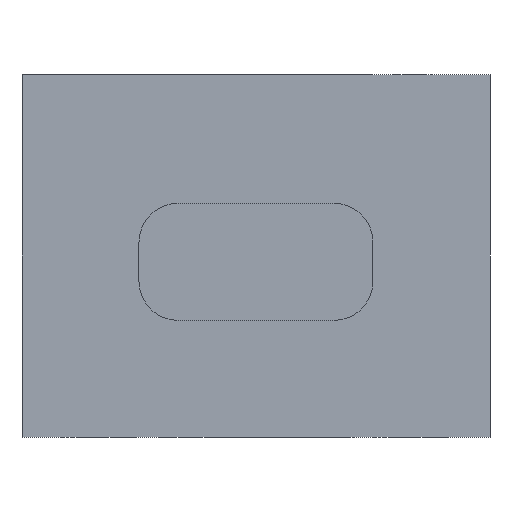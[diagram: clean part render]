
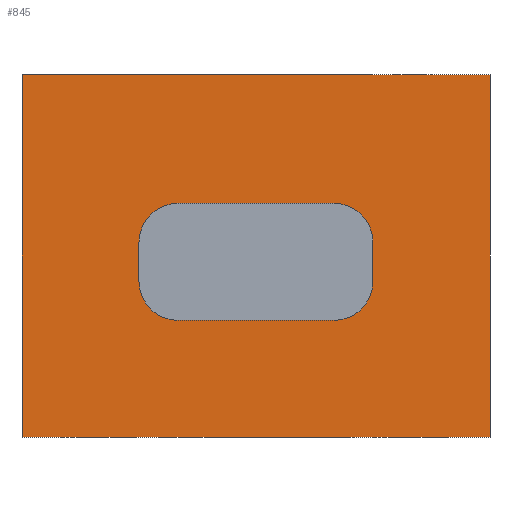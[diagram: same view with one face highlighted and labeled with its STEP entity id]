
A CAD part, front view. The second image highlights one B-rep face of the part: STEP entity #845.
In plain terms, the highlighted planar face has unit normal (0, -1, 0).
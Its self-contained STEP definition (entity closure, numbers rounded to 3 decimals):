
#27=FACE_BOUND('',#163,.T.);
#60=PLANE('',#953);
#107=FACE_OUTER_BOUND('',#162,.T.);
#162=EDGE_LOOP('',(#730,#731,#732,#733));
#163=EDGE_LOOP('',(#734,#735,#736,#737,#738,#739,#740,#741));
#196=LINE('',#1278,#264);
#201=LINE('',#1292,#269);
#205=LINE('',#1306,#273);
#209=LINE('',#1318,#277);
#229=LINE('',#1386,#297);
#242=LINE('',#1448,#310);
#243=LINE('',#1450,#311);
#244=LINE('',#1451,#312);
#264=VECTOR('',#1021,10.);
#269=VECTOR('',#1034,10.);
#273=VECTOR('',#1048,10.);
#277=VECTOR('',#1060,10.);
#297=VECTOR('',#1132,10.);
#310=VECTOR('',#1203,10.);
#311=VECTOR('',#1206,10.);
#312=VECTOR('',#1207,10.);
#325=CIRCLE('',#886,10.);
#328=CIRCLE('',#891,10.);
#330=CIRCLE('',#895,10.);
#332=CIRCLE('',#899,10.);
#379=VERTEX_POINT('',#1276);
#380=VERTEX_POINT('',#1277);
#383=VERTEX_POINT('',#1285);
#385=VERTEX_POINT('',#1291);
#388=VERTEX_POINT('',#1299);
#390=VERTEX_POINT('',#1305);
#392=VERTEX_POINT('',#1311);
#394=VERTEX_POINT('',#1317);
#415=VERTEX_POINT('',#1383);
#416=VERTEX_POINT('',#1385);
#433=VERTEX_POINT('',#1441);
#436=VERTEX_POINT('',#1446);
#464=EDGE_CURVE('',#379,#380,#196,.T.);
#468=EDGE_CURVE('',#383,#379,#325,.T.);
#471=EDGE_CURVE('',#385,#383,#201,.T.);
#475=EDGE_CURVE('',#388,#385,#328,.T.);
#478=EDGE_CURVE('',#390,#388,#205,.T.);
#481=EDGE_CURVE('',#392,#390,#330,.T.);
#484=EDGE_CURVE('',#394,#392,#209,.T.);
#487=EDGE_CURVE('',#380,#394,#332,.T.);
#517=EDGE_CURVE('',#415,#416,#229,.T.);
#546=EDGE_CURVE('',#433,#436,#242,.T.);
#547=EDGE_CURVE('',#433,#415,#243,.T.);
#548=EDGE_CURVE('',#416,#436,#244,.T.);
#730=ORIENTED_EDGE('',*,*,#547,.F.);
#731=ORIENTED_EDGE('',*,*,#546,.T.);
#732=ORIENTED_EDGE('',*,*,#548,.F.);
#733=ORIENTED_EDGE('',*,*,#517,.F.);
#734=ORIENTED_EDGE('',*,*,#464,.T.);
#735=ORIENTED_EDGE('',*,*,#487,.T.);
#736=ORIENTED_EDGE('',*,*,#484,.T.);
#737=ORIENTED_EDGE('',*,*,#481,.T.);
#738=ORIENTED_EDGE('',*,*,#478,.T.);
#739=ORIENTED_EDGE('',*,*,#475,.T.);
#740=ORIENTED_EDGE('',*,*,#471,.T.);
#741=ORIENTED_EDGE('',*,*,#468,.T.);
#845=ADVANCED_FACE('',(#107,#27),#60,.T.);
#886=AXIS2_PLACEMENT_3D('',#1286,#1027,#1028);
#891=AXIS2_PLACEMENT_3D('',#1300,#1041,#1042);
#895=AXIS2_PLACEMENT_3D('',#1312,#1053,#1054);
#899=AXIS2_PLACEMENT_3D('',#1323,#1065,#1066);
#953=AXIS2_PLACEMENT_3D('',#1449,#1204,#1205);
#1021=DIRECTION('',(0.,0.,1.));
#1027=DIRECTION('center_axis',(0.,1.,0.));
#1028=DIRECTION('ref_axis',(-1.,0.,0.));
#1034=DIRECTION('',(-1.,0.,0.));
#1041=DIRECTION('center_axis',(0.,1.,0.));
#1042=DIRECTION('ref_axis',(0.,0.,-1.));
#1048=DIRECTION('',(0.,0.,-1.));
#1053=DIRECTION('center_axis',(0.,1.,0.));
#1054=DIRECTION('ref_axis',(1.,0.,0.));
#1060=DIRECTION('',(1.,0.,0.));
#1065=DIRECTION('center_axis',(0.,1.,0.));
#1066=DIRECTION('ref_axis',(0.,0.,1.));
#1132=DIRECTION('',(0.,0.,1.));
#1203=DIRECTION('',(0.,0.,1.));
#1204=DIRECTION('center_axis',(0.,-1.,0.));
#1205=DIRECTION('ref_axis',(1.,0.,0.));
#1206=DIRECTION('',(-1.,0.,0.));
#1207=DIRECTION('',(1.,0.,0.));
#1276=CARTESIAN_POINT('',(30.,45.,40.));
#1277=CARTESIAN_POINT('',(30.,45.,50.));
#1278=CARTESIAN_POINT('',(30.,45.,20.));
#1285=CARTESIAN_POINT('',(40.,45.,30.));
#1286=CARTESIAN_POINT('Origin',(40.,45.,40.));
#1291=CARTESIAN_POINT('',(80.,45.,30.));
#1292=CARTESIAN_POINT('',(40.,45.,30.));
#1299=CARTESIAN_POINT('',(90.,45.,40.));
#1300=CARTESIAN_POINT('Origin',(80.,45.,40.));
#1305=CARTESIAN_POINT('',(90.,45.,50.));
#1306=CARTESIAN_POINT('',(90.,45.,25.));
#1311=CARTESIAN_POINT('',(80.,45.,60.));
#1312=CARTESIAN_POINT('Origin',(80.,45.,50.));
#1317=CARTESIAN_POINT('',(40.,45.,60.));
#1318=CARTESIAN_POINT('',(20.,45.,60.));
#1323=CARTESIAN_POINT('Origin',(40.,45.,50.));
#1383=CARTESIAN_POINT('',(0.,45.,0.));
#1385=CARTESIAN_POINT('',(0.,45.,93.));
#1386=CARTESIAN_POINT('',(0.,45.,0.));
#1441=CARTESIAN_POINT('',(120.,45.,0.));
#1446=CARTESIAN_POINT('',(120.,45.,93.));
#1448=CARTESIAN_POINT('',(120.,45.,0.));
#1449=CARTESIAN_POINT('Origin',(0.,45.,0.));
#1450=CARTESIAN_POINT('',(120.,45.,0.));
#1451=CARTESIAN_POINT('',(120.,45.,93.));
